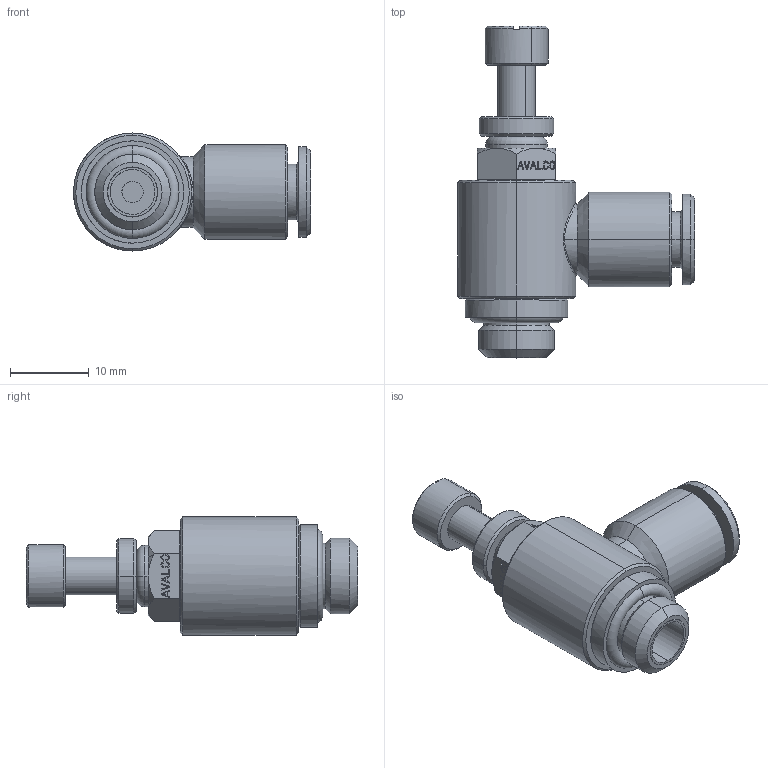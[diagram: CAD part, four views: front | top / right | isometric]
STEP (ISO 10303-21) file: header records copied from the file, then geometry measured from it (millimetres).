
FILE_DESCRIPTION(('CATIA V5 STEP Exchange'),'2;1');
FILE_NAME('INMC22-PR06G18.stp','2019-01-10T11:48:08+00:00',('none'),('none'),'CATIA Version 5 Release 21 GA (IN-10)','CATIA V5 STEP AP203','none');
FILE_SCHEMA(('CONFIG_CONTROL_DESIGN'));
Length unit declared in the file: millimetre
Products named in the file (1): INMC22-PR06G18
Bounding box: 30.1 x 42.15 x 15 mm (x, y, z)
Volume: 5194.6 mm3; surface area: 3128.5 mm2
Topology: 1 solids, 1 shells, 448 faces, 1172 edges, 769 vertices
Faces by surface type: plane 364, cone 40, cylinder 34, bspline 6, torus 4
Entity records: 13738 total; most frequent: CARTESIAN_POINT 3140, ORIENTED_EDGE 2344, DIRECTION 1828, EDGE_CURVE 1172, VECTOR 1011, LINE 1011, VERTEX_POINT 769, EDGE_LOOP 491
